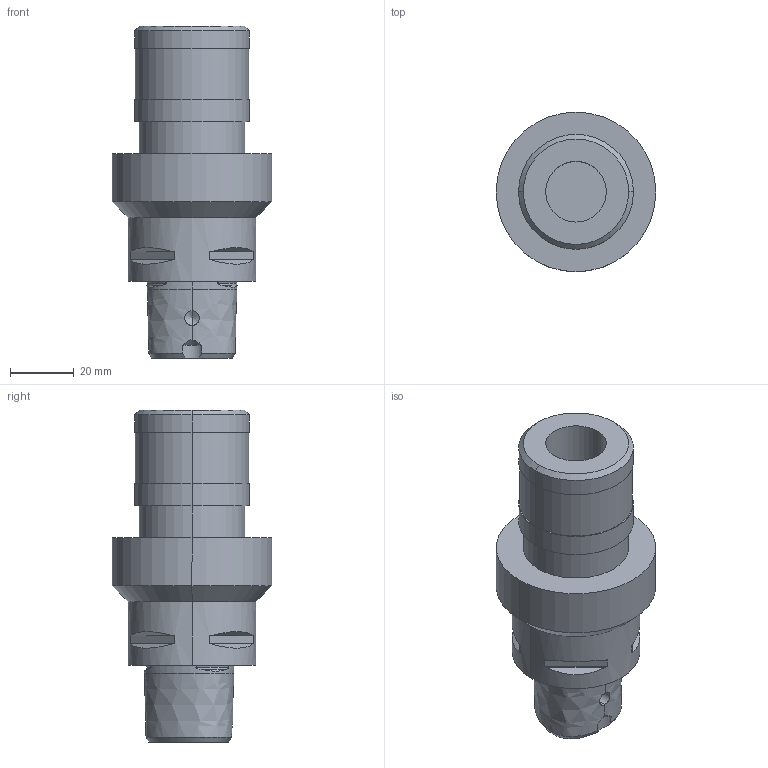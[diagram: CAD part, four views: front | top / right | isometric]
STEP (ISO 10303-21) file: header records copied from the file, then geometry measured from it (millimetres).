
FILE_DESCRIPTION (( 'STEP AP203' ), '1' );
FILE_NAME ('STP-5141-580-001-080-0.STEP', '2024-03-28T03:40:38', ( '' ), ( '' ), 'SwSTEP 2.0', 'SolidWorks 2017', '' );
FILE_SCHEMA (( 'CONFIG_CONTROL_DESIGN' ));
Length unit declared in the file: millimetre
Products named in the file (1): STP-5141-580-001-080-0
Bounding box: 50 x 50 x 104 mm (x, y, z)
Volume: 98261.8 mm3; surface area: 19672.1 mm2
Topology: 1 solids, 1 shells, 94 faces, 216 edges, 132 vertices
Faces by surface type: plane 32, cylinder 27, cone 20, torus 9, bspline 6
Entity records: 4784 total; most frequent: CARTESIAN_POINT 2649, DIRECTION 430, ORIENTED_EDGE 424, EDGE_CURVE 212, AXIS2_PLACEMENT_3D 182, VERTEX_POINT 132, EDGE_LOOP 108, ADVANCED_FACE 94
